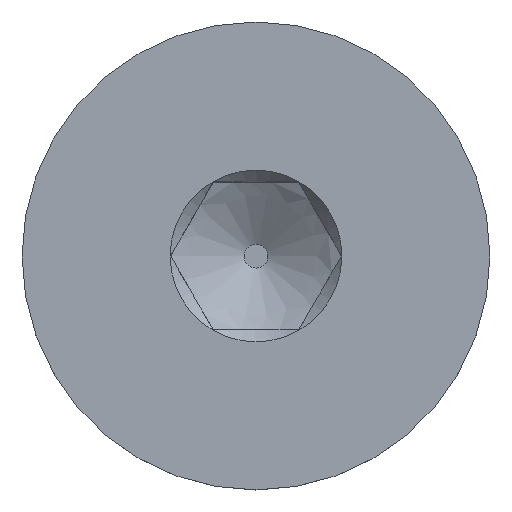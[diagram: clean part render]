
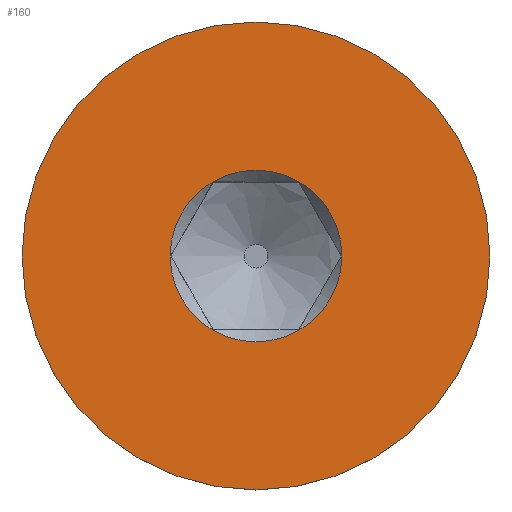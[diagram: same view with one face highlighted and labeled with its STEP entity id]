
A CAD part, top view. The second image highlights one B-rep face of the part: STEP entity #160.
In plain terms, the highlighted planar face has unit normal (0, 0, 1).
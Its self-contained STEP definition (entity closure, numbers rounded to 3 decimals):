
#141 = VERTEX_POINT('',#142);
#142 = CARTESIAN_POINT('',(8.,0.,0.));
#148 = EDGE_CURVE('',#141,#141,#149,.T.);
#149 = CIRCLE('',#150,8.);
#150 = AXIS2_PLACEMENT_3D('',#151,#152,#153);
#151 = CARTESIAN_POINT('',(0.,0.,0.));
#152 = DIRECTION('',(0.,0.,1.));
#153 = DIRECTION('',(1.,0.,-0.));
#160 = ADVANCED_FACE('',(#161,#164),#175,.T.);
#161 = FACE_BOUND('',#162,.T.);
#162 = EDGE_LOOP('',(#163));
#163 = ORIENTED_EDGE('',*,*,#148,.T.);
#164 = FACE_BOUND('',#165,.T.);
#165 = EDGE_LOOP('',(#166));
#166 = ORIENTED_EDGE('',*,*,#167,.T.);
#167 = EDGE_CURVE('',#168,#168,#170,.T.);
#168 = VERTEX_POINT('',#169);
#169 = CARTESIAN_POINT('',(-2.936,0.,0.));
#170 = CIRCLE('',#171,2.936);
#171 = AXIS2_PLACEMENT_3D('',#172,#173,#174);
#172 = CARTESIAN_POINT('',(0.,0.,0.));
#173 = DIRECTION('',(0.,0.,-1.));
#174 = DIRECTION('',(-1.,0.,-0.));
#175 = PLANE('',#176);
#176 = AXIS2_PLACEMENT_3D('',#177,#178,#179);
#177 = CARTESIAN_POINT('',(0.,0.,0.));
#178 = DIRECTION('',(0.,0.,1.));
#179 = DIRECTION('',(1.,0.,-0.));
